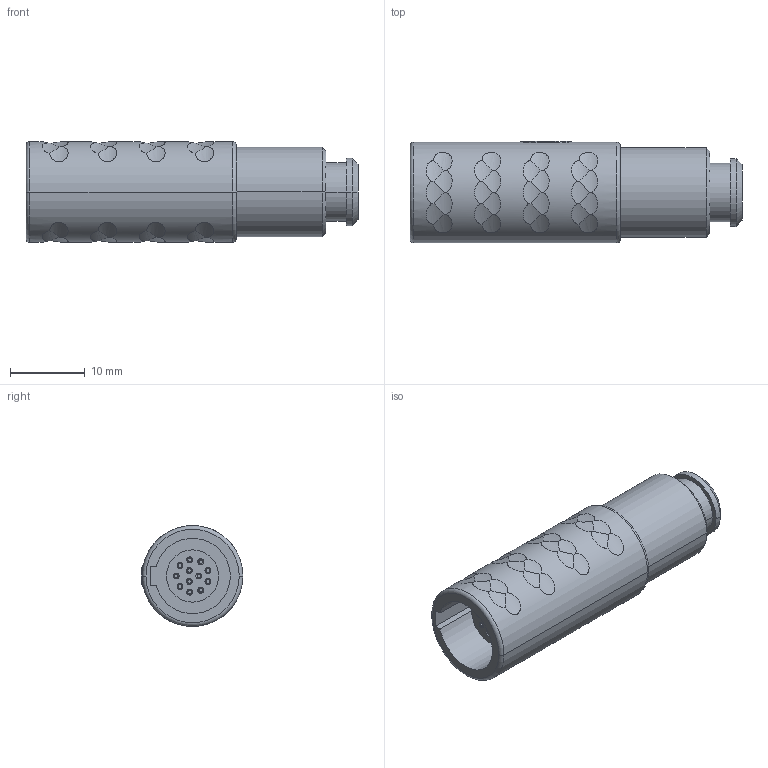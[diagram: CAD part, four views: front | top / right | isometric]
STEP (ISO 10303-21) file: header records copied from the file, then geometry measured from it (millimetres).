
FILE_DESCRIPTION((''),'2;1');
FILE_NAME('K21M0_-P12L','2023-09-11T10:53:57',('RTrager'),(''),'CREO PARAMETRIC BY PTC INC, 2022014','CREO PARAMETRIC BY PTC INC, 2022014','');
FILE_SCHEMA(('AUTOMOTIVE_DESIGN { 1 0 10303 214 1 1 1 1 }'));
Length unit declared in the file: millimetre
Products named in the file (1): K21M0_-P12L
Bounding box: 44.5 x 13.65 x 13.5 mm (x, y, z)
Volume: 3828.7 mm3; surface area: 3538.4 mm2
Topology: 1 solids, 1 shells, 307 faces, 756 edges, 490 vertices
Faces by surface type: cylinder 171, plane 83, cone 28, torus 16, bspline 9
Entity records: 15303 total; most frequent: CARTESIAN_POINT 3781, ORIENTED_EDGE 1512, DIRECTION 1468, EDGE_CURVE 756, AXIS2_PLACEMENT_3D 591, VERTEX_POINT 490, PROPERTY_DEFINITION 409, REPRESENTATION 408
